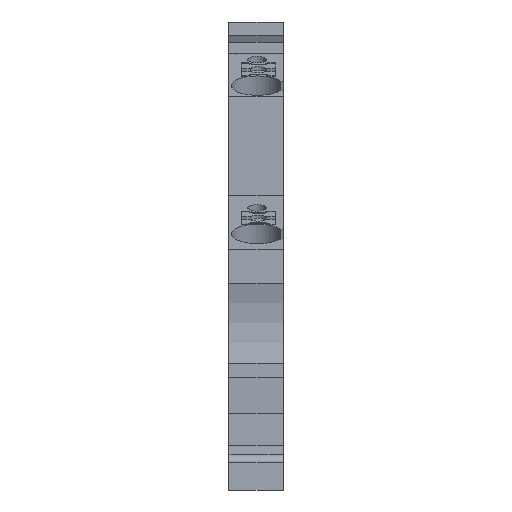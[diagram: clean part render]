
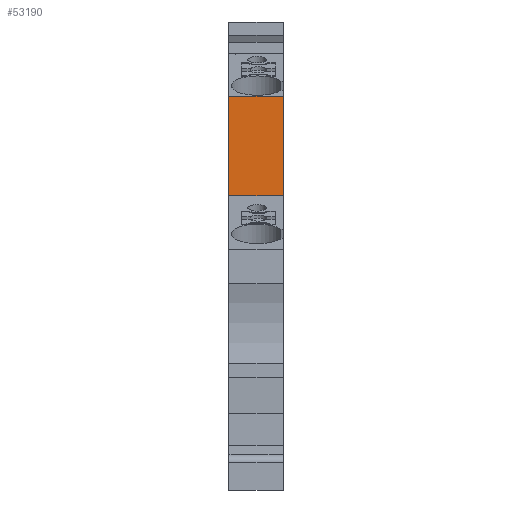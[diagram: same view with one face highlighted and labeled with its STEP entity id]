
A CAD part, front view. The second image highlights one B-rep face of the part: STEP entity #53190.
In plain terms, the highlighted face is planar.
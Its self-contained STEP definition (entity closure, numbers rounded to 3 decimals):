
#6760=CARTESIAN_POINT('',(-114.284,31.616,
0.95));
#6770=VERTEX_POINT('',#6760);
#6800=CARTESIAN_POINT('',(-114.284,-3.084,
0.95));
#6810=DIRECTION('',(0.,-1.,0.));
#6820=VECTOR('',#6810,1.);
#6830=LINE('',#6800,#6820);
#6840=CARTESIAN_POINT('',(-114.284,42.897,
0.95));
#6850=VERTEX_POINT('',#6840);
#6860=EDGE_CURVE('',#6850,#6770,#6830,.T.);
#29480=CARTESIAN_POINT('',(-114.284,42.897,
-5.2));
#29490=VERTEX_POINT('',#29480);
#29520=CARTESIAN_POINT('',(-114.284,-3.084,
-5.2));
#29530=DIRECTION('',(0.,-1.,0.));
#29540=VECTOR('',#29530,1.);
#29550=LINE('',#29520,#29540);
#29560=CARTESIAN_POINT('',(-114.284,31.616,
-5.2));
#29570=VERTEX_POINT('',#29560);
#29580=EDGE_CURVE('',#29490,#29570,#29550,.T.);
#42660=CARTESIAN_POINT('',(-114.284,42.897,
-5.2));
#42670=DIRECTION('',(0.,0.,-1.));
#42680=VECTOR('',#42670,1.);
#42690=LINE('',#42660,#42680);
#42700=EDGE_CURVE('',#6850,#29490,#42690,.T.);
#53030=CARTESIAN_POINT('',(-114.284,42.547,
-5.2));
#53040=DIRECTION('',(1.,0.,0.));
#53050=DIRECTION('',(0.,1.,0.));
#53060=AXIS2_PLACEMENT_3D('',#53030,#53040,#53050);
#53070=PLANE('',#53060);
#53080=ORIENTED_EDGE('',*,*,#29580,.T.);
#53090=ORIENTED_EDGE('',*,*,#42700,.T.);
#53100=ORIENTED_EDGE('',*,*,#6860,.F.);
#53110=CARTESIAN_POINT('',(-114.284,31.616,
-5.2));
#53120=DIRECTION('',(0.,0.,1.));
#53130=VECTOR('',#53120,1.);
#53140=LINE('',#53110,#53130);
#53150=EDGE_CURVE('',#29570,#6770,#53140,.T.);
#53160=ORIENTED_EDGE('',*,*,#53150,.T.);
#53170=EDGE_LOOP('',(#53160,#53100,#53090,#53080));
#53180=FACE_OUTER_BOUND('',#53170,.T.);
#53190=ADVANCED_FACE('',(#53180),#53070,.F.);
